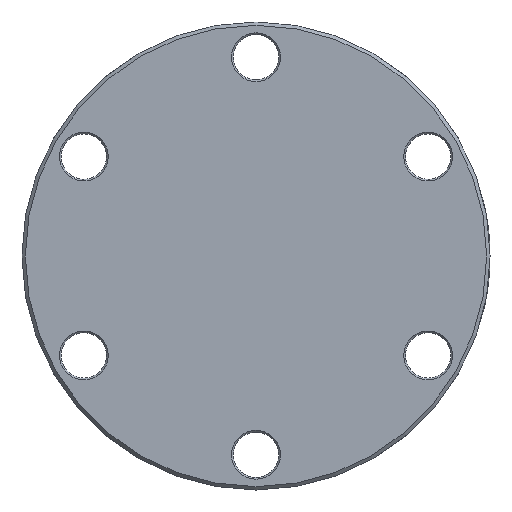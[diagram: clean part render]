
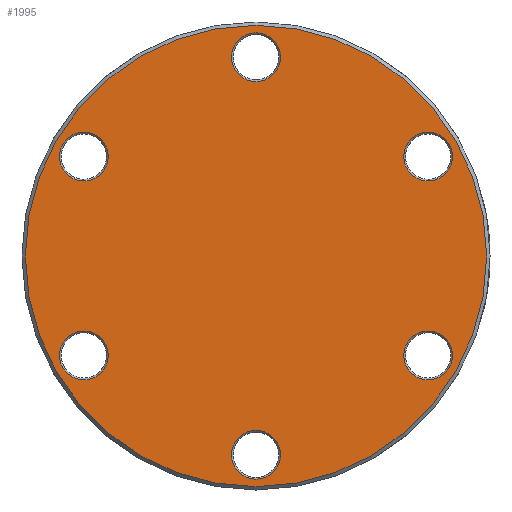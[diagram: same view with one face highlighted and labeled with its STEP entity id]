
A CAD part, front view. The second image highlights one B-rep face of the part: STEP entity #1995.
In plain terms, the highlighted planar face has unit normal (0, -1, 0).
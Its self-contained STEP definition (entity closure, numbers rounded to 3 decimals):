
#413=PLANE('',#2141);
#460=FACE_BOUND('',#631,.T.);
#461=FACE_BOUND('',#632,.T.);
#462=FACE_BOUND('',#633,.T.);
#463=FACE_BOUND('',#634,.T.);
#464=FACE_BOUND('',#635,.T.);
#465=FACE_BOUND('',#636,.T.);
#505=FACE_OUTER_BOUND('',#630,.T.);
#630=EDGE_LOOP('',(#1381));
#631=EDGE_LOOP('',(#1382));
#632=EDGE_LOOP('',(#1383));
#633=EDGE_LOOP('',(#1384));
#634=EDGE_LOOP('',(#1385));
#635=EDGE_LOOP('',(#1386));
#636=EDGE_LOOP('',(#1387));
#797=CIRCLE('',#2139,34.05);
#799=CIRCLE('',#2142,3.6);
#800=CIRCLE('',#2143,3.6);
#801=CIRCLE('',#2144,3.6);
#802=CIRCLE('',#2145,3.6);
#803=CIRCLE('',#2146,3.6);
#804=CIRCLE('',#2147,3.6);
#870=VERTEX_POINT('',#2793);
#872=VERTEX_POINT('',#2798);
#873=VERTEX_POINT('',#2800);
#874=VERTEX_POINT('',#2802);
#875=VERTEX_POINT('',#2804);
#876=VERTEX_POINT('',#2806);
#877=VERTEX_POINT('',#2808);
#1080=EDGE_CURVE('',#870,#870,#797,.T.);
#1082=EDGE_CURVE('',#872,#872,#799,.T.);
#1083=EDGE_CURVE('',#873,#873,#800,.T.);
#1084=EDGE_CURVE('',#874,#874,#801,.T.);
#1085=EDGE_CURVE('',#875,#875,#802,.T.);
#1086=EDGE_CURVE('',#876,#876,#803,.T.);
#1087=EDGE_CURVE('',#877,#877,#804,.T.);
#1381=ORIENTED_EDGE('',*,*,#1080,.F.);
#1382=ORIENTED_EDGE('',*,*,#1082,.F.);
#1383=ORIENTED_EDGE('',*,*,#1083,.F.);
#1384=ORIENTED_EDGE('',*,*,#1084,.F.);
#1385=ORIENTED_EDGE('',*,*,#1085,.F.);
#1386=ORIENTED_EDGE('',*,*,#1086,.F.);
#1387=ORIENTED_EDGE('',*,*,#1087,.F.);
#1995=ADVANCED_FACE('',(#505,#460,#461,#462,#463,#464,#465),#413,.T.);
#2139=AXIS2_PLACEMENT_3D('',#2794,#2322,#2323);
#2141=AXIS2_PLACEMENT_3D('',#2797,#2326,#2327);
#2142=AXIS2_PLACEMENT_3D('',#2799,#2328,#2329);
#2143=AXIS2_PLACEMENT_3D('',#2801,#2330,#2331);
#2144=AXIS2_PLACEMENT_3D('',#2803,#2332,#2333);
#2145=AXIS2_PLACEMENT_3D('',#2805,#2334,#2335);
#2146=AXIS2_PLACEMENT_3D('',#2807,#2336,#2337);
#2147=AXIS2_PLACEMENT_3D('',#2809,#2338,#2339);
#2322=DIRECTION('center_axis',(0.,1.,0.));
#2323=DIRECTION('ref_axis',(1.,0.,0.));
#2326=DIRECTION('center_axis',(0.,-1.,0.));
#2327=DIRECTION('ref_axis',(0.,0.,-1.));
#2328=DIRECTION('center_axis',(0.,-1.,0.));
#2329=DIRECTION('ref_axis',(0.5,0.,0.866));
#2330=DIRECTION('center_axis',(0.,-1.,0.));
#2331=DIRECTION('ref_axis',(-1.,0.,0.));
#2332=DIRECTION('center_axis',(0.,-1.,0.));
#2333=DIRECTION('ref_axis',(0.5,0.,-0.866));
#2334=DIRECTION('center_axis',(0.,-1.,0.));
#2335=DIRECTION('ref_axis',(1.,0.,0.));
#2336=DIRECTION('center_axis',(0.,-1.,0.));
#2337=DIRECTION('ref_axis',(-0.5,0.,-0.866));
#2338=DIRECTION('center_axis',(0.,-1.,0.));
#2339=DIRECTION('ref_axis',(-0.5,0.,0.866));
#2793=CARTESIAN_POINT('',(-34.05,0.,0.));
#2794=CARTESIAN_POINT('Origin',(0.,0.,0.));
#2797=CARTESIAN_POINT('Origin',(-34.55,0.,0.));
#2798=CARTESIAN_POINT('',(23.618,0.,-17.793));
#2799=CARTESIAN_POINT('Origin',(25.418,0.,-14.675));
#2800=CARTESIAN_POINT('',(3.6,0.,29.35));
#2801=CARTESIAN_POINT('Origin',(0.,0.,29.35));
#2802=CARTESIAN_POINT('',(-27.218,0.,-11.557));
#2803=CARTESIAN_POINT('Origin',(-25.418,0.,-14.675));
#2804=CARTESIAN_POINT('',(-3.6,0.,-29.35));
#2805=CARTESIAN_POINT('Origin',(0.,0.,-29.35));
#2806=CARTESIAN_POINT('',(-23.618,0.,17.793));
#2807=CARTESIAN_POINT('Origin',(-25.418,0.,14.675));
#2808=CARTESIAN_POINT('',(27.218,0.,11.557));
#2809=CARTESIAN_POINT('Origin',(25.418,0.,14.675));
